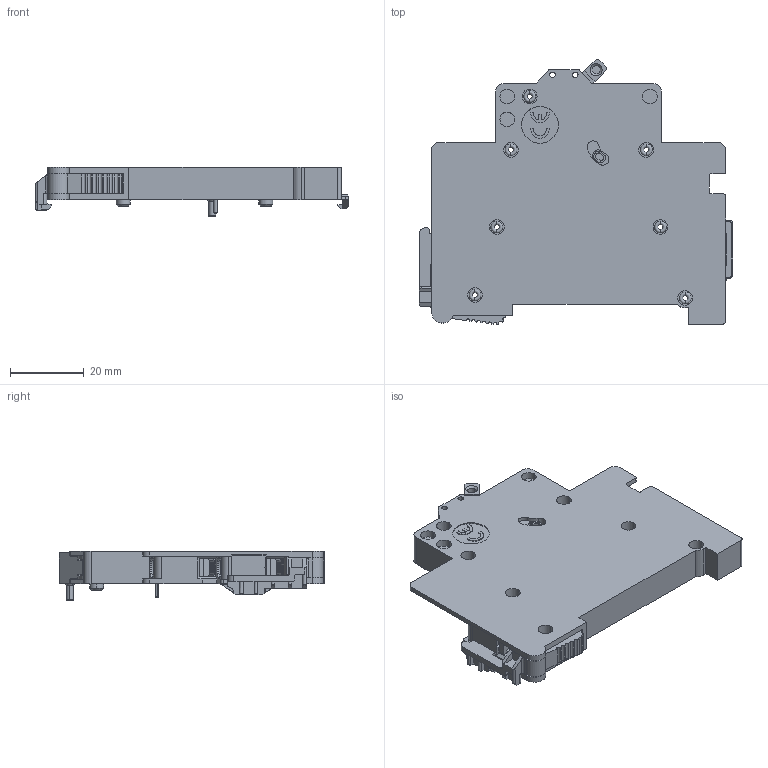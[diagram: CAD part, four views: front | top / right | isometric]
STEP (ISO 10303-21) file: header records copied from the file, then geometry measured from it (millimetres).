
FILE_DESCRIPTION(('Creo Elements/Direct Modeling STEP Export'),'2;1');
FILE_NAME('BM900001--Hilfskontakt_1S_schnappbar.stp','2019-09-26T10:22:17',(''),(''),'Creo Elements/Direct Modeling STEP processor for AP214 (Solid Model)','Creo Elements/Direct Modeling 20.0C 26-Jan-2018 (C) Parametric Technology GmbH','');
FILE_SCHEMA(('AUTOMOTIVE_DESIGN { 1 0 10303 214 1 1 1 1 }'));
Length unit declared in the file: millimetre
Products named in the file (2): ls9417-IHK_3D-Dummy
Assembly tree (1 placements, depth 2):
  ls9417-IHK_3D-Dummy
    ls9417-IHK_3D-Dummy
Bounding box: 85.2 x 72.1 x 13.4 mm (x, y, z)
Volume: 32534.6 mm3; surface area: 18776.4 mm2
Topology: 1 solids, 1 shells, 1221 faces, 3421 edges, 2218 vertices
Faces by surface type: plane 764, cylinder 338, cone 70, torus 41, sphere 8
Entity records: 42070 total; most frequent: CARTESIAN_POINT 11113, ORIENTED_EDGE 6826, DIRECTION 6028, EDGE_CURVE 3413, VERTEX_POINT 2218, VECTOR 2124, LINE 2124, AXIS2_PLACEMENT_3D 1952
